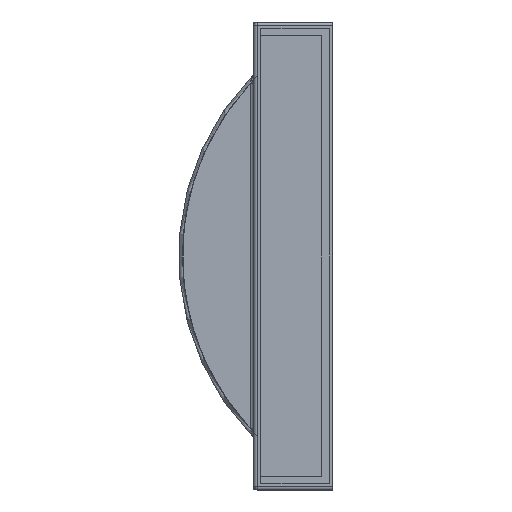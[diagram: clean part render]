
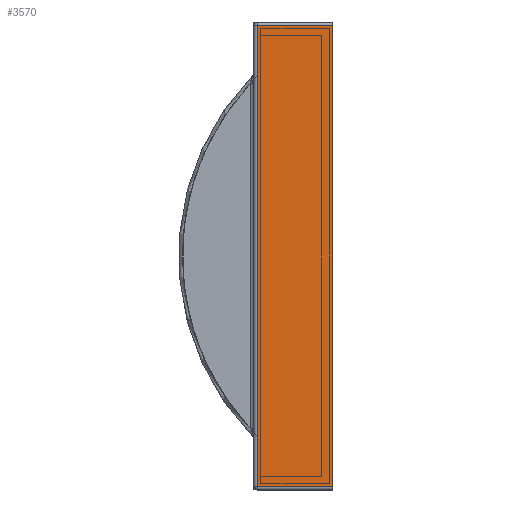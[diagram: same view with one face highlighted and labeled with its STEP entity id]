
A CAD part, left-side view. The second image highlights one B-rep face of the part: STEP entity #3570.
In plain terms, the highlighted planar face has unit normal (-1, 0, 0).
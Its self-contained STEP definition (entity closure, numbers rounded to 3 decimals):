
#229 = AXIS2_PLACEMENT_3D ( 'NONE', #9123, #4764, #609 ) ;
#534 = VERTEX_POINT ( 'NONE', #7820 ) ;
#609 = DIRECTION ( 'NONE',  ( 0., 0., -1. ) ) ;
#850 = FACE_OUTER_BOUND ( 'NONE', #4654, .T. ) ;
#1132 = LINE ( 'NONE', #1788, #7998 ) ;
#1332 = ORIENTED_EDGE ( 'NONE', *, *, #5314, .T. ) ;
#1522 = LINE ( 'NONE', #3266, #6756 ) ;
#1634 = ORIENTED_EDGE ( 'NONE', *, *, #6983, .T. ) ;
#1788 = CARTESIAN_POINT ( 'NONE',  ( -471., 0., -66. ) ) ;
#2913 = VERTEX_POINT ( 'NONE', #7855 ) ;
#3266 = CARTESIAN_POINT ( 'NONE',  ( -471., 0., 66. ) ) ;
#3570 = ADVANCED_FACE ( 'NONE', ( #850 ), #8372, .F. ) ;
#3634 = CARTESIAN_POINT ( 'NONE',  ( -471., 21.5, 66. ) ) ;
#3789 = LINE ( 'NONE', #7572, #7830 ) ;
#4654 = EDGE_LOOP ( 'NONE', ( #1634, #1332, #6649, #8210 ) ) ;
#4764 = DIRECTION ( 'NONE',  ( 1., 0., 0. ) ) ;
#5209 = CARTESIAN_POINT ( 'NONE',  ( -471., 0., 66. ) ) ;
#5314 = EDGE_CURVE ( 'NONE', #6202, #534, #7999, .T. ) ;
#6202 = VERTEX_POINT ( 'NONE', #3634 ) ;
#6381 = EDGE_CURVE ( 'NONE', #534, #2913, #1132, .T. ) ;
#6649 = ORIENTED_EDGE ( 'NONE', *, *, #6381, .T. ) ;
#6756 = VECTOR ( 'NONE', #6871, 1000. ) ;
#6849 = DIRECTION ( 'NONE',  ( 0., 0., 1. ) ) ;
#6871 = DIRECTION ( 'NONE',  ( 0., 1., 0. ) ) ;
#6983 = EDGE_CURVE ( 'NONE', #7321, #6202, #1522, .T. ) ;
#7049 = DIRECTION ( 'NONE',  ( 0., 0., -1. ) ) ;
#7321 = VERTEX_POINT ( 'NONE', #5209 ) ;
#7492 = DIRECTION ( 'NONE',  ( 0., -1., 0. ) ) ;
#7572 = CARTESIAN_POINT ( 'NONE',  ( -471., 0., 67. ) ) ;
#7734 = CARTESIAN_POINT ( 'NONE',  ( -471., 21.5, 0. ) ) ;
#7763 = VECTOR ( 'NONE', #7049, 1000. ) ;
#7820 = CARTESIAN_POINT ( 'NONE',  ( -471., 21.5, -66. ) ) ;
#7830 = VECTOR ( 'NONE', #6849, 1000. ) ;
#7855 = CARTESIAN_POINT ( 'NONE',  ( -471., 0., -66. ) ) ;
#7998 = VECTOR ( 'NONE', #7492, 1000. ) ;
#7999 = LINE ( 'NONE', #7734, #7763 ) ;
#8199 = EDGE_CURVE ( 'NONE', #2913, #7321, #3789, .T. ) ;
#8210 = ORIENTED_EDGE ( 'NONE', *, *, #8199, .T. ) ;
#8372 = PLANE ( 'NONE',  #229 ) ;
#9123 = CARTESIAN_POINT ( 'NONE',  ( -471., 0., 0. ) ) ;
